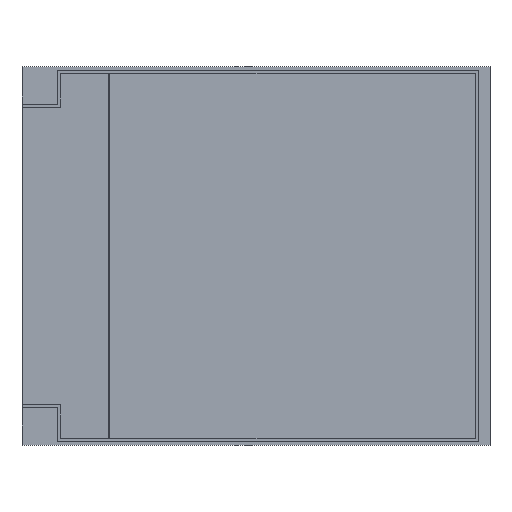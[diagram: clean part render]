
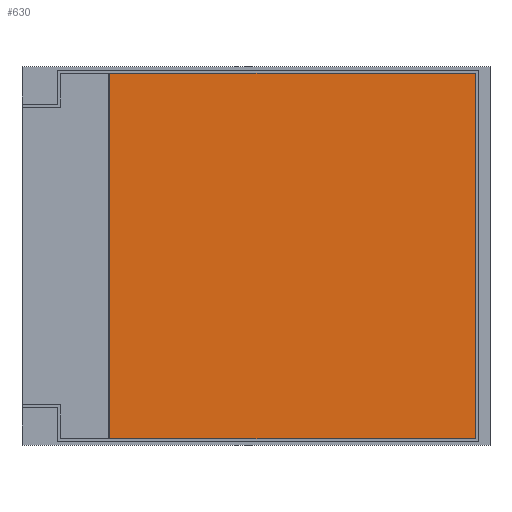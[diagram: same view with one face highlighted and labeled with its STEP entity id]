
A CAD part, top view. The second image highlights one B-rep face of the part: STEP entity #630.
In plain terms, the highlighted planar face has unit normal (0, 0, 1).
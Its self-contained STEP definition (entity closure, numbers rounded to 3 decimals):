
#13 = CARTESIAN_POINT ( 'NONE',  ( 35.35, 29., 2.25 ) ) ;
#147 = CARTESIAN_POINT ( 'NONE',  ( 6.85, 0.5, 2.25 ) ) ;
#152 = LINE ( 'NONE', #1013, #511 ) ;
#256 = DIRECTION ( 'NONE',  ( 1., 0., 0. ) ) ;
#300 = VERTEX_POINT ( 'NONE', #147 ) ;
#511 = VECTOR ( 'NONE', #798, 1000. ) ;
#529 = EDGE_CURVE ( 'NONE', #773, #1139, #1038, .T. ) ;
#558 = DIRECTION ( 'NONE',  ( 1., 0., 0. ) ) ;
#595 = CARTESIAN_POINT ( 'NONE',  ( 35.35, 0., 2.25 ) ) ;
#601 = EDGE_LOOP ( 'NONE', ( #673, #1405, #918, #901 ) ) ;
#630 = ADVANCED_FACE ( 'NONE', ( #722 ), #848, .T. ) ;
#673 = ORIENTED_EDGE ( 'NONE', *, *, #529, .F. ) ;
#697 = CARTESIAN_POINT ( 'NONE',  ( 0., 29., 2.25 ) ) ;
#722 = FACE_OUTER_BOUND ( 'NONE', #601, .T. ) ;
#773 = VERTEX_POINT ( 'NONE', #816 ) ;
#798 = DIRECTION ( 'NONE',  ( 0., 1., 0. ) ) ;
#816 = CARTESIAN_POINT ( 'NONE',  ( 6.85, 29., 2.25 ) ) ;
#848 = PLANE ( 'NONE',  #1264 ) ;
#853 = VECTOR ( 'NONE', #558, 1000. ) ;
#882 = EDGE_CURVE ( 'NONE', #1139, #952, #1539, .T. ) ;
#899 = EDGE_CURVE ( 'NONE', #952, #300, #1080, .T. ) ;
#901 = ORIENTED_EDGE ( 'NONE', *, *, #882, .F. ) ;
#918 = ORIENTED_EDGE ( 'NONE', *, *, #899, .F. ) ;
#952 = VERTEX_POINT ( 'NONE', #1211 ) ;
#1013 = CARTESIAN_POINT ( 'NONE',  ( 6.85, 0., 2.25 ) ) ;
#1038 = LINE ( 'NONE', #697, #853 ) ;
#1080 = LINE ( 'NONE', #1086, #1304 ) ;
#1086 = CARTESIAN_POINT ( 'NONE',  ( 0., 0.5, 2.25 ) ) ;
#1117 = CARTESIAN_POINT ( 'NONE',  ( 0., 0., 2.25 ) ) ;
#1139 = VERTEX_POINT ( 'NONE', #13 ) ;
#1179 = EDGE_CURVE ( 'NONE', #300, #773, #152, .T. ) ;
#1211 = CARTESIAN_POINT ( 'NONE',  ( 35.35, 0.5, 2.25 ) ) ;
#1264 = AXIS2_PLACEMENT_3D ( 'NONE', #1117, #1567, #256 ) ;
#1298 = DIRECTION ( 'NONE',  ( 0., -1., 0. ) ) ;
#1304 = VECTOR ( 'NONE', #1412, 1000. ) ;
#1349 = VECTOR ( 'NONE', #1298, 1000. ) ;
#1405 = ORIENTED_EDGE ( 'NONE', *, *, #1179, .F. ) ;
#1412 = DIRECTION ( 'NONE',  ( -1., 0., 0. ) ) ;
#1539 = LINE ( 'NONE', #595, #1349 ) ;
#1567 = DIRECTION ( 'NONE',  ( 0., 0., 1. ) ) ;
